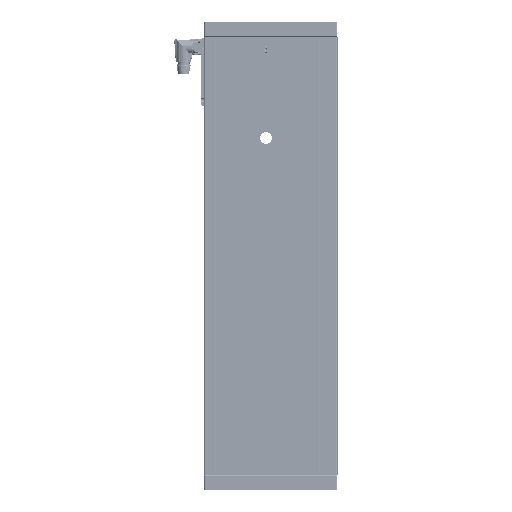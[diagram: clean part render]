
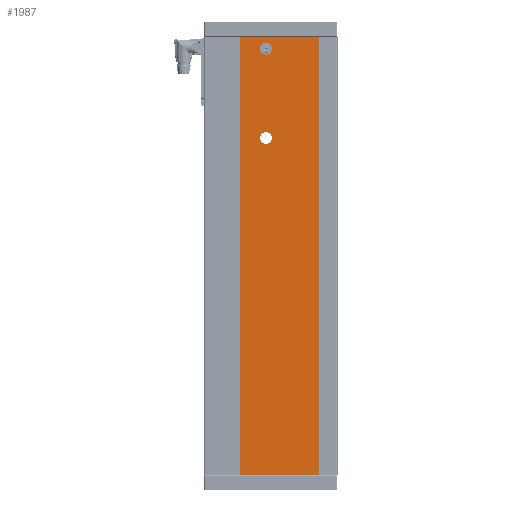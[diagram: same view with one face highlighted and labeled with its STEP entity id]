
A CAD part, left-side view. The second image highlights one B-rep face of the part: STEP entity #1987.
In plain terms, the highlighted planar face has unit normal (-1, 0, 0).
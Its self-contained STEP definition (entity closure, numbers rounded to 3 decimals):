
#1594 = CIRCLE ( 'NONE', #66840, 8. ) ;
#1987 = ADVANCED_FACE ( 'NONE', ( #68815, #37076, #34828 ), #46914, .F. ) ;
#2800 = CARTESIAN_POINT ( 'NONE',  ( 0., -65.4, 0. ) ) ;
#2921 = CARTESIAN_POINT ( 'NONE',  ( 0., -90., 590. ) ) ;
#5838 = VECTOR ( 'NONE', #35642, 1000. ) ;
#5892 = VERTEX_POINT ( 'NONE', #111506 ) ;
#6468 = EDGE_CURVE ( 'NONE', #5892, #103043, #55283, .T. ) ;
#10652 = DIRECTION ( 'NONE',  ( 0., 0., 1. ) ) ;
#13407 = EDGE_CURVE ( 'NONE', #100764, #100764, #1594, .T. ) ;
#14984 = CARTESIAN_POINT ( 'NONE',  ( 0., -90., 590. ) ) ;
#27792 = DIRECTION ( 'NONE',  ( 0., -1., 0. ) ) ;
#29870 = VERTEX_POINT ( 'NONE', #122696 ) ;
#32888 = ORIENTED_EDGE ( 'NONE', *, *, #93650, .F. ) ;
#34828 = FACE_OUTER_BOUND ( 'NONE', #133440, .T. ) ;
#35642 = DIRECTION ( 'NONE',  ( 0., 0., 1. ) ) ;
#36783 = DIRECTION ( 'NONE',  ( 0., -1., 0. ) ) ;
#37076 = FACE_BOUND ( 'NONE', #70955, .T. ) ;
#38248 = ORIENTED_EDGE ( 'NONE', *, *, #146032, .T. ) ;
#46914 = PLANE ( 'NONE',  #50967 ) ;
#47980 = DIRECTION ( 'NONE',  ( -1., 0., 0. ) ) ;
#50967 = AXIS2_PLACEMENT_3D ( 'NONE', #2921, #91469, #80154 ) ;
#55283 = LINE ( 'NONE', #114170, #103601 ) ;
#56831 = VECTOR ( 'NONE', #27792, 1000. ) ;
#57395 = VERTEX_POINT ( 'NONE', #2800 ) ;
#58953 = DIRECTION ( 'NONE',  ( -1., 0., 0. ) ) ;
#66038 = CARTESIAN_POINT ( 'NONE',  ( 0., 6.5, 462. ) ) ;
#66840 = AXIS2_PLACEMENT_3D ( 'NONE', #92586, #47980, #102430 ) ;
#68815 = FACE_BOUND ( 'NONE', #72809, .T. ) ;
#70955 = EDGE_LOOP ( 'NONE', ( #100849 ) ) ;
#72809 = EDGE_LOOP ( 'NONE', ( #32888 ) ) ;
#79764 = VECTOR ( 'NONE', #36783, 1000. ) ;
#80154 = DIRECTION ( 'NONE',  ( 0., 0., -1. ) ) ;
#80203 = DIRECTION ( 'NONE',  ( 0., 0., 1. ) ) ;
#87579 = CIRCLE ( 'NONE', #97305, 8. ) ;
#91469 = DIRECTION ( 'NONE',  ( 1., 0., 0. ) ) ;
#92586 = CARTESIAN_POINT ( 'NONE',  ( 0., 6.5, 454. ) ) ;
#92999 = CARTESIAN_POINT ( 'NONE',  ( 0., 6.5, 574. ) ) ;
#93650 = EDGE_CURVE ( 'NONE', #29870, #29870, #87579, .T. ) ;
#94936 = CARTESIAN_POINT ( 'NONE',  ( 0., -90., 0. ) ) ;
#95832 = LINE ( 'NONE', #14984, #56831 ) ;
#97305 = AXIS2_PLACEMENT_3D ( 'NONE', #92999, #58953, #10652 ) ;
#100764 = VERTEX_POINT ( 'NONE', #66038 ) ;
#100849 = ORIENTED_EDGE ( 'NONE', *, *, #13407, .F. ) ;
#102430 = DIRECTION ( 'NONE',  ( 0., 0., 1. ) ) ;
#102890 = LINE ( 'NONE', #114904, #5838 ) ;
#103043 = VERTEX_POINT ( 'NONE', #142294 ) ;
#103601 = VECTOR ( 'NONE', #80203, 1000. ) ;
#111506 = CARTESIAN_POINT ( 'NONE',  ( 0., 40.9, 0. ) ) ;
#114170 = CARTESIAN_POINT ( 'NONE',  ( 0., 40.9, 0. ) ) ;
#114904 = CARTESIAN_POINT ( 'NONE',  ( 0., -65.4, 590. ) ) ;
#115403 = ORIENTED_EDGE ( 'NONE', *, *, #6468, .F. ) ;
#116032 = LINE ( 'NONE', #94936, #79764 ) ;
#122696 = CARTESIAN_POINT ( 'NONE',  ( 0., 6.5, 582. ) ) ;
#128100 = VERTEX_POINT ( 'NONE', #134230 ) ;
#131934 = EDGE_CURVE ( 'NONE', #103043, #128100, #95832, .T. ) ;
#133440 = EDGE_LOOP ( 'NONE', ( #145872, #115403, #149175, #38248 ) ) ;
#134230 = CARTESIAN_POINT ( 'NONE',  ( 0., -65.4, 590. ) ) ;
#142008 = EDGE_CURVE ( 'NONE', #5892, #57395, #116032, .T. ) ;
#142294 = CARTESIAN_POINT ( 'NONE',  ( 0., 40.9, 590. ) ) ;
#145872 = ORIENTED_EDGE ( 'NONE', *, *, #131934, .F. ) ;
#146032 = EDGE_CURVE ( 'NONE', #57395, #128100, #102890, .T. ) ;
#149175 = ORIENTED_EDGE ( 'NONE', *, *, #142008, .T. ) ;
